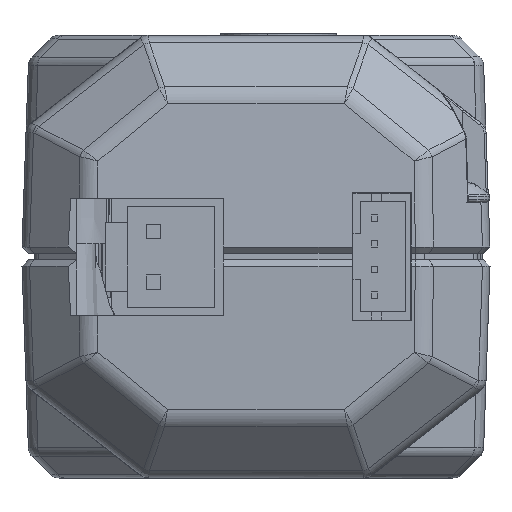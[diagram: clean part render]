
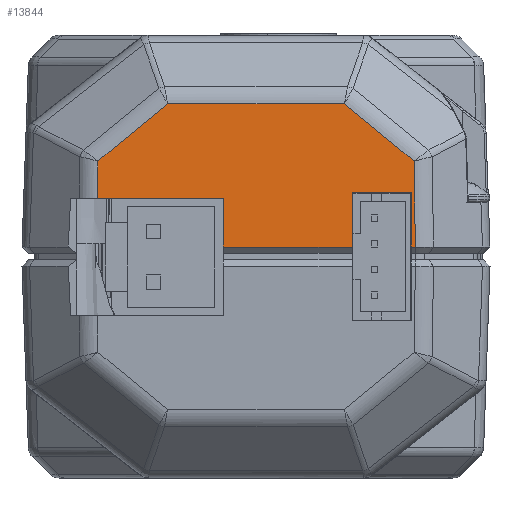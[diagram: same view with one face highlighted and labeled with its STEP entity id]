
A CAD part, left-side view. The second image highlights one B-rep face of the part: STEP entity #13844.
In plain terms, the highlighted planar face has unit normal (-0.999, 0, 0.035).
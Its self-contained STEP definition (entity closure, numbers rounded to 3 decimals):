
#1009 = ORIENTED_EDGE ( 'NONE', *, *, #20345, .F. ) ;
#1805 = EDGE_LOOP ( 'NONE', ( #116269, #83303, #1009, #54558, #108736, #12606, #70087, #52146, #101290, #92962, #116945, #14469 ) ) ;
#2549 = CARTESIAN_POINT ( 'NONE',  ( -79.233, 1.75, -0.25 ) ) ;
#4350 = LINE ( 'NONE', #13403, #80451 ) ;
#4978 = EDGE_CURVE ( 'NONE', #54528, #98299, #24071, .T. ) ;
#8733 = VERTEX_POINT ( 'NONE', #53969 ) ;
#8893 = VECTOR ( 'NONE', #51840, 1000. ) ;
#9729 = LINE ( 'NONE', #46108, #59927 ) ;
#10050 = VERTEX_POINT ( 'NONE', #97975 ) ;
#12606 = ORIENTED_EDGE ( 'NONE', *, *, #21846, .F. ) ;
#12679 = CARTESIAN_POINT ( 'NONE',  ( -79.084, -5.75, 4. ) ) ;
#13112 = DIRECTION ( 'NONE',  ( 0.022, -0.774, 0.633 ) ) ;
#13403 = CARTESIAN_POINT ( 'NONE',  ( -79.233, 1.75, -0.25 ) ) ;
#13844 = ADVANCED_FACE ( 'NONE', ( #100077 ), #115030, .F. ) ;
#14469 = ORIENTED_EDGE ( 'NONE', *, *, #112013, .F. ) ;
#18063 = CARTESIAN_POINT ( 'NONE',  ( -79.099, 4.3, 3.56 ) ) ;
#18185 = VECTOR ( 'NONE', #56018, 1000. ) ;
#20345 = EDGE_CURVE ( 'NONE', #55487, #65452, #110836, .T. ) ;
#21704 = EDGE_CURVE ( 'NONE', #39476, #55487, #51496, .T. ) ;
#21846 = EDGE_CURVE ( 'NONE', #31822, #10050, #98732, .T. ) ;
#23569 = EDGE_CURVE ( 'NONE', #65452, #59445, #4350, .T. ) ;
#24071 = LINE ( 'NONE', #58865, #48489 ) ;
#27257 = DIRECTION ( 'NONE',  ( 0.035, 0., 0.999 ) ) ;
#31315 = CARTESIAN_POINT ( 'NONE',  ( -78.998, -10.568, 6.454 ) ) ;
#31435 = CARTESIAN_POINT ( 'NONE',  ( -78.977, -5.75, 7.067 ) ) ;
#31822 = VERTEX_POINT ( 'NONE', #77284 ) ;
#31958 = CARTESIAN_POINT ( 'NONE',  ( -78.843, 8.633, 10.897 ) ) ;
#33213 = EDGE_CURVE ( 'NONE', #95619, #31822, #9729, .T. ) ;
#35370 = VECTOR ( 'NONE', #39194, 1000. ) ;
#36712 = CARTESIAN_POINT ( 'NONE',  ( -78.843, -5.133, 10.897 ) ) ;
#39194 = DIRECTION ( 'NONE',  ( 0., 1., 0. ) ) ;
#39476 = VERTEX_POINT ( 'NONE', #82110 ) ;
#46108 = CARTESIAN_POINT ( 'NONE',  ( -78.998, -10.568, 6.454 ) ) ;
#48489 = VECTOR ( 'NONE', #13112, 1000. ) ;
#48701 = AXIS2_PLACEMENT_3D ( 'NONE', #112197, #60087, #93393 ) ;
#51496 = LINE ( 'NONE', #91666, #61499 ) ;
#51840 = DIRECTION ( 'NONE',  ( -0.035, 0., -0.999 ) ) ;
#52146 = ORIENTED_EDGE ( 'NONE', *, *, #94518, .F. ) ;
#52848 = EDGE_CURVE ( 'NONE', #8733, #54528, #58489, .T. ) ;
#53188 = EDGE_CURVE ( 'NONE', #98299, #64344, #67021, .T. ) ;
#53969 = CARTESIAN_POINT ( 'NONE',  ( -79.099, 14.11, 3.56 ) ) ;
#54528 = VERTEX_POINT ( 'NONE', #89869 ) ;
#54558 = ORIENTED_EDGE ( 'NONE', *, *, #21704, .F. ) ;
#55146 = DIRECTION ( 'NONE',  ( 0., 1., 0. ) ) ;
#55152 = DIRECTION ( 'NONE',  ( -0.022, -0.774, -0.633 ) ) ;
#55487 = VERTEX_POINT ( 'NONE', #12679 ) ;
#56018 = DIRECTION ( 'NONE',  ( 0., -1., 0. ) ) ;
#56741 = VECTOR ( 'NONE', #110067, 1000. ) ;
#58489 = LINE ( 'NONE', #70538, #93028 ) ;
#58865 = CARTESIAN_POINT ( 'NONE',  ( -78.998, 14.068, 6.454 ) ) ;
#59445 = VERTEX_POINT ( 'NONE', #71992 ) ;
#59927 = VECTOR ( 'NONE', #110243, 1000. ) ;
#60087 = DIRECTION ( 'NONE',  ( 0.999, 0., -0.035 ) ) ;
#61499 = VECTOR ( 'NONE', #55146, 1000. ) ;
#64344 = VERTEX_POINT ( 'NONE', #110606 ) ;
#65452 = VERTEX_POINT ( 'NONE', #116024 ) ;
#67021 = LINE ( 'NONE', #103314, #18185 ) ;
#70087 = ORIENTED_EDGE ( 'NONE', *, *, #33213, .F. ) ;
#70538 = CARTESIAN_POINT ( 'NONE',  ( -79.099, 14.11, 3.56 ) ) ;
#71992 = CARTESIAN_POINT ( 'NONE',  ( -79.233, 4.3, -0.25 ) ) ;
#73228 = CARTESIAN_POINT ( 'NONE',  ( -78.977, 4.3, 7.067 ) ) ;
#76863 = VECTOR ( 'NONE', #55152, 1000. ) ;
#77284 = CARTESIAN_POINT ( 'NONE',  ( -79.233, -10.665, -0.25 ) ) ;
#78629 = VECTOR ( 'NONE', #27257, 1000. ) ;
#80451 = VECTOR ( 'NONE', #104886, 1000. ) ;
#81197 = LINE ( 'NONE', #73228, #56741 ) ;
#82110 = CARTESIAN_POINT ( 'NONE',  ( -79.084, -10.35, 4. ) ) ;
#82505 = VERTEX_POINT ( 'NONE', #18063 ) ;
#83303 = ORIENTED_EDGE ( 'NONE', *, *, #23569, .F. ) ;
#89869 = CARTESIAN_POINT ( 'NONE',  ( -78.998, 14.068, 6.454 ) ) ;
#91666 = CARTESIAN_POINT ( 'NONE',  ( -79.084, 1.75, 4. ) ) ;
#92962 = ORIENTED_EDGE ( 'NONE', *, *, #4978, .F. ) ;
#93028 = VECTOR ( 'NONE', #116633, 1000. ) ;
#93393 = DIRECTION ( 'NONE',  ( -0.035, 0., -0.999 ) ) ;
#94137 = CARTESIAN_POINT ( 'NONE',  ( -79.099, 1.75, 3.56 ) ) ;
#94498 = EDGE_CURVE ( 'NONE', #59445, #82505, #81197, .T. ) ;
#94518 = EDGE_CURVE ( 'NONE', #64344, #95619, #101287, .T. ) ;
#95619 = VERTEX_POINT ( 'NONE', #31315 ) ;
#95899 = VECTOR ( 'NONE', #112044, 1000. ) ;
#97975 = CARTESIAN_POINT ( 'NONE',  ( -79.233, -10.35, -0.25 ) ) ;
#98299 = VERTEX_POINT ( 'NONE', #31958 ) ;
#98732 = LINE ( 'NONE', #2549, #95899 ) ;
#100077 = FACE_OUTER_BOUND ( 'NONE', #1805, .T. ) ;
#101287 = LINE ( 'NONE', #36712, #76863 ) ;
#101290 = ORIENTED_EDGE ( 'NONE', *, *, #53188, .F. ) ;
#102991 = LINE ( 'NONE', #109434, #78629 ) ;
#103314 = CARTESIAN_POINT ( 'NONE',  ( -78.843, 1.664, 10.897 ) ) ;
#104886 = DIRECTION ( 'NONE',  ( 0., 1., 0. ) ) ;
#108736 = ORIENTED_EDGE ( 'NONE', *, *, #111310, .F. ) ;
#109434 = CARTESIAN_POINT ( 'NONE',  ( -78.977, -10.35, 7.067 ) ) ;
#110067 = DIRECTION ( 'NONE',  ( 0.035, 0., 0.999 ) ) ;
#110243 = DIRECTION ( 'NONE',  ( -0.035, -0.014, -0.999 ) ) ;
#110606 = CARTESIAN_POINT ( 'NONE',  ( -78.843, -5.133, 10.897 ) ) ;
#110836 = LINE ( 'NONE', #31435, #8893 ) ;
#111310 = EDGE_CURVE ( 'NONE', #10050, #39476, #102991, .T. ) ;
#112013 = EDGE_CURVE ( 'NONE', #82505, #8733, #118516, .T. ) ;
#112044 = DIRECTION ( 'NONE',  ( 0., 1., 0. ) ) ;
#112197 = CARTESIAN_POINT ( 'NONE',  ( -78.977, 1.75, 7.067 ) ) ;
#115030 = PLANE ( 'NONE',  #48701 ) ;
#116024 = CARTESIAN_POINT ( 'NONE',  ( -79.233, -5.75, -0.25 ) ) ;
#116269 = ORIENTED_EDGE ( 'NONE', *, *, #94498, .F. ) ;
#116633 = DIRECTION ( 'NONE',  ( 0.035, -0.014, 0.999 ) ) ;
#116945 = ORIENTED_EDGE ( 'NONE', *, *, #52848, .F. ) ;
#118516 = LINE ( 'NONE', #94137, #35370 ) ;
